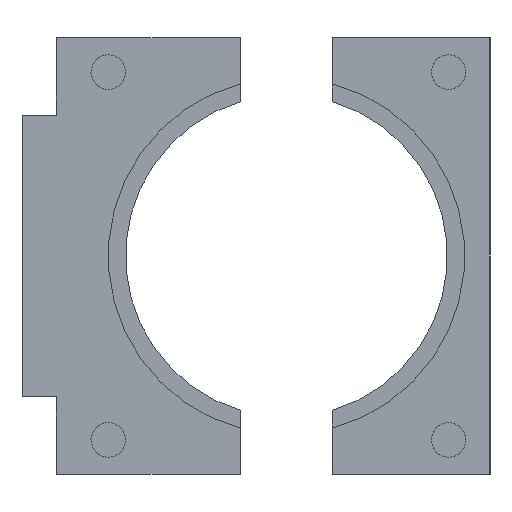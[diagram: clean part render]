
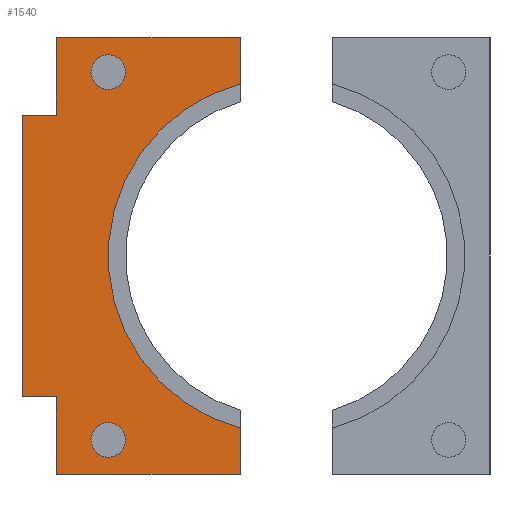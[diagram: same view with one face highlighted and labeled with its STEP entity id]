
A CAD part, left-side view. The second image highlights one B-rep face of the part: STEP entity #1540.
In plain terms, the highlighted planar face has unit normal (-1, 0, 0).
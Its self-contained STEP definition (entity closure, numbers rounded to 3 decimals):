
#31=FACE_BOUND('',#235,.T.);
#32=FACE_BOUND('',#236,.T.);
#67=PLANE('',#1664);
#140=FACE_OUTER_BOUND('',#234,.T.);
#234=EDGE_LOOP('',(#1189,#1190,#1191,#1192,#1193,#1194,#1195,#1196,#1197,
#1198));
#235=EDGE_LOOP('',(#1199));
#236=EDGE_LOOP('',(#1200));
#365=LINE('',#2352,#533);
#366=LINE('',#2354,#534);
#367=LINE('',#2355,#535);
#368=LINE('',#2357,#536);
#369=LINE('',#2359,#537);
#370=LINE('',#2361,#538);
#371=LINE('',#2363,#539);
#372=LINE('',#2365,#540);
#373=LINE('',#2366,#541);
#533=VECTOR('',#1904,10.);
#534=VECTOR('',#1905,10.);
#535=VECTOR('',#1906,10.);
#536=VECTOR('',#1907,10.);
#537=VECTOR('',#1908,10.);
#538=VECTOR('',#1909,10.);
#539=VECTOR('',#1910,10.);
#540=VECTOR('',#1911,10.);
#541=VECTOR('',#1912,10.);
#661=CIRCLE('',#1656,15.5);
#663=CIRCLE('',#1659,1.5);
#665=CIRCLE('',#1662,1.5);
#737=VERTEX_POINT('',#2329);
#738=VERTEX_POINT('',#2330);
#741=VERTEX_POINT('',#2338);
#743=VERTEX_POINT('',#2344);
#745=VERTEX_POINT('',#2350);
#746=VERTEX_POINT('',#2351);
#747=VERTEX_POINT('',#2353);
#748=VERTEX_POINT('',#2356);
#749=VERTEX_POINT('',#2358);
#750=VERTEX_POINT('',#2360);
#751=VERTEX_POINT('',#2362);
#752=VERTEX_POINT('',#2364);
#901=EDGE_CURVE('',#737,#738,#661,.T.);
#905=EDGE_CURVE('',#741,#741,#663,.T.);
#908=EDGE_CURVE('',#743,#743,#665,.T.);
#911=EDGE_CURVE('',#745,#746,#365,.T.);
#912=EDGE_CURVE('',#746,#747,#366,.T.);
#913=EDGE_CURVE('',#747,#737,#367,.T.);
#914=EDGE_CURVE('',#738,#748,#368,.T.);
#915=EDGE_CURVE('',#748,#749,#369,.T.);
#916=EDGE_CURVE('',#749,#750,#370,.T.);
#917=EDGE_CURVE('',#750,#751,#371,.T.);
#918=EDGE_CURVE('',#751,#752,#372,.T.);
#919=EDGE_CURVE('',#752,#745,#373,.T.);
#1189=ORIENTED_EDGE('',*,*,#911,.T.);
#1190=ORIENTED_EDGE('',*,*,#912,.T.);
#1191=ORIENTED_EDGE('',*,*,#913,.T.);
#1192=ORIENTED_EDGE('',*,*,#901,.T.);
#1193=ORIENTED_EDGE('',*,*,#914,.T.);
#1194=ORIENTED_EDGE('',*,*,#915,.T.);
#1195=ORIENTED_EDGE('',*,*,#916,.T.);
#1196=ORIENTED_EDGE('',*,*,#917,.T.);
#1197=ORIENTED_EDGE('',*,*,#918,.T.);
#1198=ORIENTED_EDGE('',*,*,#919,.T.);
#1199=ORIENTED_EDGE('',*,*,#908,.T.);
#1200=ORIENTED_EDGE('',*,*,#905,.T.);
#1540=ADVANCED_FACE('',(#140,#31,#32),#67,.F.);
#1656=AXIS2_PLACEMENT_3D('',#2331,#1882,#1883);
#1659=AXIS2_PLACEMENT_3D('',#2339,#1890,#1891);
#1662=AXIS2_PLACEMENT_3D('',#2345,#1897,#1898);
#1664=AXIS2_PLACEMENT_3D('',#2349,#1902,#1903);
#1882=DIRECTION('center_axis',(1.,0.,0.));
#1883=DIRECTION('ref_axis',(0.,0.,-1.));
#1890=DIRECTION('center_axis',(1.,0.,0.));
#1891=DIRECTION('ref_axis',(0.,0.,-1.));
#1897=DIRECTION('center_axis',(1.,0.,0.));
#1898=DIRECTION('ref_axis',(0.,0.,-1.));
#1902=DIRECTION('center_axis',(1.,0.,0.));
#1903=DIRECTION('ref_axis',(0.,0.,-1.));
#1904=DIRECTION('',(0.,0.,-1.));
#1905=DIRECTION('',(0.,-1.,0.));
#1906=DIRECTION('',(0.,0.,1.));
#1907=DIRECTION('',(0.,0.,1.));
#1908=DIRECTION('',(0.,1.,0.));
#1909=DIRECTION('',(0.,0.,-1.));
#1910=DIRECTION('',(0.,1.,0.));
#1911=DIRECTION('',(0.,0.,-1.));
#1912=DIRECTION('',(0.,-1.,0.));
#2329=CARTESIAN_POINT('',(-55.75,25.,-90.975));
#2330=CARTESIAN_POINT('',(-55.75,25.,-61.025));
#2331=CARTESIAN_POINT('Origin',(-55.75,21.,-76.));
#2338=CARTESIAN_POINT('',(-55.75,36.5,-58.5));
#2339=CARTESIAN_POINT('Origin',(-55.75,36.5,-60.));
#2344=CARTESIAN_POINT('',(-55.75,36.5,-90.5));
#2345=CARTESIAN_POINT('Origin',(-55.75,36.5,-92.));
#2349=CARTESIAN_POINT('Origin',(-55.75,23.65,-76.));
#2350=CARTESIAN_POINT('',(-55.75,41.,-88.25));
#2351=CARTESIAN_POINT('',(-55.75,41.,-95.));
#2352=CARTESIAN_POINT('',(-55.75,41.,-82.125));
#2353=CARTESIAN_POINT('',(-55.75,25.,-95.));
#2354=CARTESIAN_POINT('',(-55.75,32.325,-95.));
#2355=CARTESIAN_POINT('',(-55.75,25.,-85.5));
#2356=CARTESIAN_POINT('',(-55.75,25.,-57.));
#2357=CARTESIAN_POINT('',(-55.75,25.,-68.513));
#2358=CARTESIAN_POINT('',(-55.75,41.,-57.));
#2359=CARTESIAN_POINT('',(-55.75,24.325,-57.));
#2360=CARTESIAN_POINT('',(-55.75,41.,-63.75));
#2361=CARTESIAN_POINT('',(-55.75,41.,-66.5));
#2362=CARTESIAN_POINT('',(-55.75,44.,-63.75));
#2363=CARTESIAN_POINT('',(-55.75,32.325,-63.75));
#2364=CARTESIAN_POINT('',(-55.75,44.,-88.25));
#2365=CARTESIAN_POINT('',(-55.75,44.,-69.875));
#2366=CARTESIAN_POINT('',(-55.75,33.825,-88.25));
